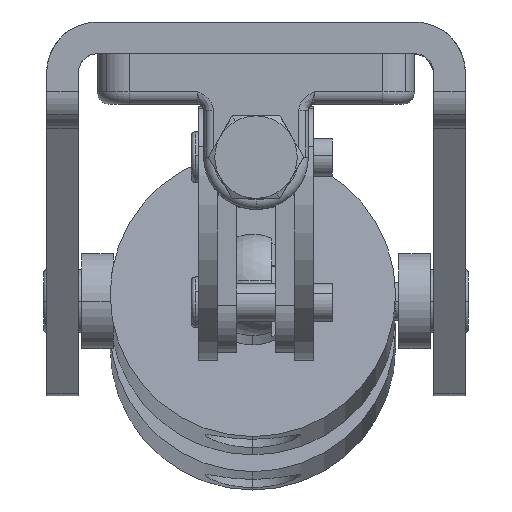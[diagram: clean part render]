
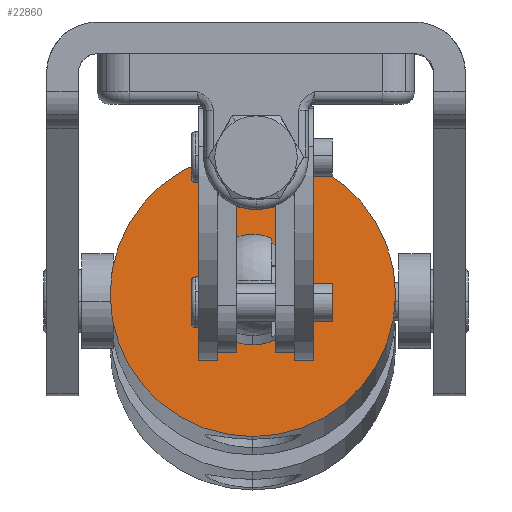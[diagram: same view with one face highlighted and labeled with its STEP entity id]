
A CAD part, left-side view. The second image highlights one B-rep face of the part: STEP entity #22860.
In plain terms, the highlighted face is planar.
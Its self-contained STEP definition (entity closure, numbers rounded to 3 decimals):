
#21343=CARTESIAN_POINT('',(-26.834,15.753,0.0));
#21344=VERTEX_POINT('',#21343);
#21353=CARTESIAN_POINT('',(-26.834,-29.247,0.));
#21354=VERTEX_POINT('',#21353);
#21355=CARTESIAN_POINT('',(-26.834,-6.747,0.0));
#21356=DIRECTION('',(1.0,0.0,0.0));
#21357=DIRECTION('',(0.0,1.0,0.0));
#21358=AXIS2_PLACEMENT_3D('',#21355,#21356,#21357);
#21359=CIRCLE('',#21358,22.5);
#21360=EDGE_CURVE('',#21344,#21354,#21359,.T.);
#21525=CARTESIAN_POINT('',(-26.834,1.253,0.0));
#21526=VERTEX_POINT('',#21525);
#21568=CARTESIAN_POINT('',(-26.834,-14.747,0.));
#21569=VERTEX_POINT('',#21568);
#21576=CARTESIAN_POINT('',(-26.834,-6.747,0.0));
#21577=DIRECTION('',(1.0,0.0,0.0));
#21578=DIRECTION('',(0.0,1.0,0.0));
#21579=AXIS2_PLACEMENT_3D('',#21576,#21577,#21578);
#21580=CIRCLE('',#21579,8.0);
#21581=EDGE_CURVE('',#21526,#21569,#21580,.T.);
#22806=CARTESIAN_POINT('',(-26.834,-6.747,0.0));
#22807=DIRECTION('',(1.0,0.0,0.0));
#22808=DIRECTION('',(0.0,1.0,0.0));
#22809=AXIS2_PLACEMENT_3D('',#22806,#22807,#22808);
#22810=CIRCLE('',#22809,8.0);
#22811=EDGE_CURVE('',#21569,#21526,#22810,.T.);
#22841=CARTESIAN_POINT('',(-26.834,8.503,0.0));
#22842=DIRECTION('',(-1.0,0.0,0.0));
#22843=DIRECTION('',(0.0,0.0,1.0));
#22844=AXIS2_PLACEMENT_3D('',#22841,#22842,#22843);
#22845=PLANE('',#22844);
#22846=ORIENTED_EDGE('',*,*,#21360,.F.);
#22847=CARTESIAN_POINT('',(-26.834,-6.747,0.0));
#22848=DIRECTION('',(1.0,0.0,0.0));
#22849=DIRECTION('',(0.0,1.0,0.0));
#22850=AXIS2_PLACEMENT_3D('',#22847,#22848,#22849);
#22851=CIRCLE('',#22850,22.5);
#22852=EDGE_CURVE('',#21354,#21344,#22851,.T.);
#22853=ORIENTED_EDGE('',*,*,#22852,.F.);
#22854=EDGE_LOOP('',(#22846,#22853));
#22855=FACE_OUTER_BOUND('',#22854,.T.);
#22856=ORIENTED_EDGE('',*,*,#21581,.T.);
#22857=ORIENTED_EDGE('',*,*,#22811,.T.);
#22858=EDGE_LOOP('',(#22856,#22857));
#22859=FACE_BOUND('',#22858,.T.);
#22860=ADVANCED_FACE('',(#22855,#22859),#22845,.T.);
